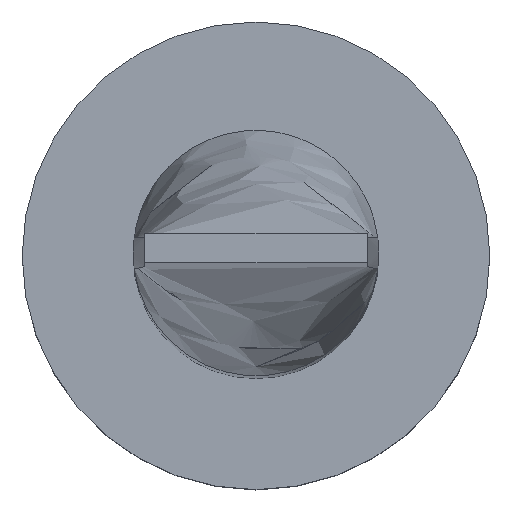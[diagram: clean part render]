
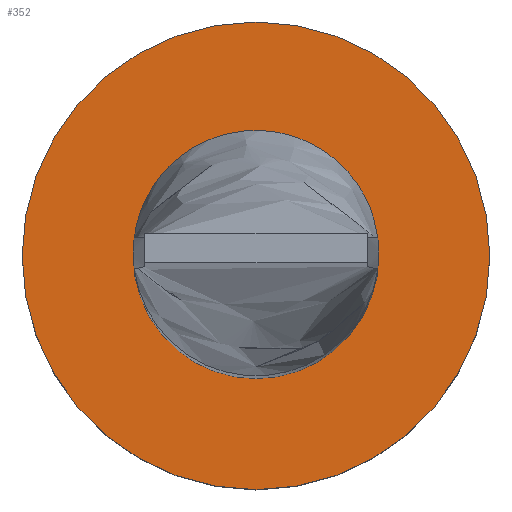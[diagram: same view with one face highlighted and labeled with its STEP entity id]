
A CAD part, top view. The second image highlights one B-rep face of the part: STEP entity #352.
In plain terms, the highlighted planar face has unit normal (0, 0, 1).
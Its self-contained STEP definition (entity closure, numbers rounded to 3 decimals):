
#4 = AXIS2_PLACEMENT_3D ( 'NONE', #385, #337, #521 ) ;
#37 = DIRECTION ( 'NONE',  ( 0., 0., 1. ) ) ;
#50 = CIRCLE ( 'NONE', #144, 2.1 ) ;
#52 = VERTEX_POINT ( 'NONE', #215 ) ;
#60 = CARTESIAN_POINT ( 'NONE',  ( 0., 0., 3. ) ) ;
#69 = FACE_BOUND ( 'NONE', #196, .T. ) ;
#75 = PLANE ( 'NONE',  #345 ) ;
#123 = DIRECTION ( 'NONE',  ( 0., 0., 1. ) ) ;
#125 = DIRECTION ( 'NONE',  ( 0., 0., 1. ) ) ;
#126 = EDGE_CURVE ( 'NONE', #152, #52, #50, .T. ) ;
#140 = DIRECTION ( 'NONE',  ( 0., 0., 1. ) ) ;
#144 = AXIS2_PLACEMENT_3D ( 'NONE', #60, #125, #218 ) ;
#152 = VERTEX_POINT ( 'NONE', #210 ) ;
#167 = CARTESIAN_POINT ( 'NONE',  ( 0., 0., 3. ) ) ;
#195 = VERTEX_POINT ( 'NONE', #556 ) ;
#196 = EDGE_LOOP ( 'NONE', ( #300, #371 ) ) ;
#208 = CARTESIAN_POINT ( 'NONE',  ( 0., 0., 3. ) ) ;
#210 = CARTESIAN_POINT ( 'NONE',  ( 2.1, 0., 3. ) ) ;
#215 = CARTESIAN_POINT ( 'NONE',  ( -2.1, 0., 3. ) ) ;
#218 = DIRECTION ( 'NONE',  ( 1., 0., 0. ) ) ;
#221 = CARTESIAN_POINT ( 'NONE',  ( 0., 0., 3. ) ) ;
#231 = AXIS2_PLACEMENT_3D ( 'NONE', #221, #37, #575 ) ;
#277 = EDGE_CURVE ( 'NONE', #336, #195, #281, .T. ) ;
#281 = CIRCLE ( 'NONE', #367, 4. ) ;
#300 = ORIENTED_EDGE ( 'NONE', *, *, #326, .F. ) ;
#318 = DIRECTION ( 'NONE',  ( 1., 0., 0. ) ) ;
#321 = CIRCLE ( 'NONE', #231, 4. ) ;
#326 = EDGE_CURVE ( 'NONE', #52, #152, #519, .T. ) ;
#332 = DIRECTION ( 'NONE',  ( 1., 0., 0. ) ) ;
#336 = VERTEX_POINT ( 'NONE', #475 ) ;
#337 = DIRECTION ( 'NONE',  ( 0., 0., 1. ) ) ;
#345 = AXIS2_PLACEMENT_3D ( 'NONE', #167, #123, #332 ) ;
#352 = ADVANCED_FACE ( 'NONE', ( #69, #483 ), #75, .T. ) ;
#367 = AXIS2_PLACEMENT_3D ( 'NONE', #208, #140, #318 ) ;
#371 = ORIENTED_EDGE ( 'NONE', *, *, #126, .F. ) ;
#385 = CARTESIAN_POINT ( 'NONE',  ( 0., 0., 3. ) ) ;
#417 = ORIENTED_EDGE ( 'NONE', *, *, #461, .T. ) ;
#461 = EDGE_CURVE ( 'NONE', #195, #336, #321, .T. ) ;
#475 = CARTESIAN_POINT ( 'NONE',  ( -4., 0., 3. ) ) ;
#477 = EDGE_LOOP ( 'NONE', ( #482, #417 ) ) ;
#482 = ORIENTED_EDGE ( 'NONE', *, *, #277, .T. ) ;
#483 = FACE_OUTER_BOUND ( 'NONE', #477, .T. ) ;
#519 = CIRCLE ( 'NONE', #4, 2.1 ) ;
#521 = DIRECTION ( 'NONE',  ( 1., 0., 0. ) ) ;
#556 = CARTESIAN_POINT ( 'NONE',  ( 4., 0., 3. ) ) ;
#575 = DIRECTION ( 'NONE',  ( 1., 0., 0. ) ) ;
